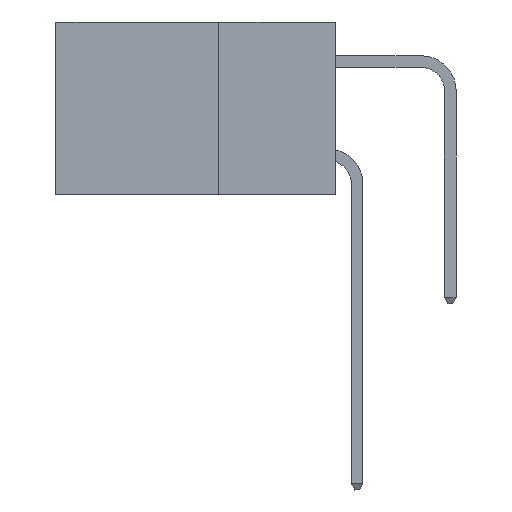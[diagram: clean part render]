
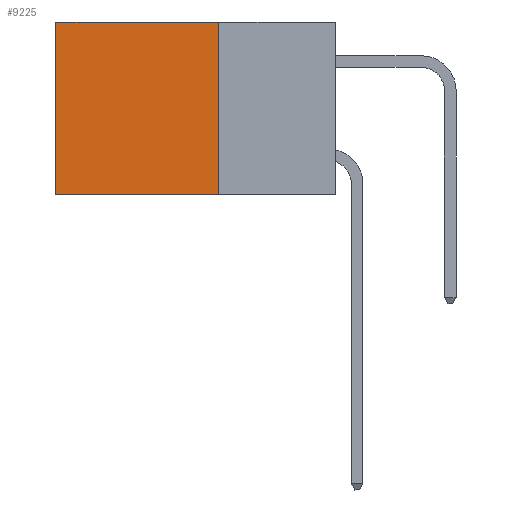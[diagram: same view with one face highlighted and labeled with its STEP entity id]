
A CAD part, left-side view. The second image highlights one B-rep face of the part: STEP entity #9225.
In plain terms, the highlighted planar face has unit normal (-1, 0, 0).
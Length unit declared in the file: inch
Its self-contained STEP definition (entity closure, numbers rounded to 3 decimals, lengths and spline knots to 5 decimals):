
#209 = PLANE ( 'NONE',  #4137 ) ;
#559 = FACE_OUTER_BOUND ( 'NONE', #19001, .T. ) ;
#2133 = LINE ( 'NONE', #27163, #35293 ) ;
#2435 = VERTEX_POINT ( 'NONE', #13877 ) ;
#2825 = EDGE_CURVE ( 'NONE', #31331, #21578, #13243, .T. ) ;
#4137 = AXIS2_PLACEMENT_3D ( 'NONE', #15602, #23637, #6488 ) ;
#6488 = DIRECTION ( 'NONE',  ( 0., 0., -1. ) ) ;
#7317 = LINE ( 'NONE', #9934, #13135 ) ;
#8364 = ORIENTED_EDGE ( 'NONE', *, *, #8603, .F. ) ;
#8603 = EDGE_CURVE ( 'NONE', #2435, #10972, #7317, .T. ) ;
#8659 = DIRECTION ( 'NONE',  ( 0., 1., 0. ) ) ;
#9225 = ADVANCED_FACE ( 'NONE', ( #559 ), #209, .F. ) ;
#9934 = CARTESIAN_POINT ( 'NONE',  ( 0.2875, 0.25, 0. ) ) ;
#10060 = DIRECTION ( 'NONE',  ( 0., 0., -1. ) ) ;
#10972 = VERTEX_POINT ( 'NONE', #25820 ) ;
#11395 = CARTESIAN_POINT ( 'NONE',  ( 0.2875, 0.25, -0.37 ) ) ;
#12478 = EDGE_CURVE ( 'NONE', #10972, #21578, #15136, .T. ) ;
#13135 = VECTOR ( 'NONE', #10060, 39.37008 ) ;
#13243 = LINE ( 'NONE', #20799, #35198 ) ;
#13443 = DIRECTION ( 'NONE',  ( 0., 1., 0. ) ) ;
#13877 = CARTESIAN_POINT ( 'NONE',  ( 0.2875, 0.25, 0. ) ) ;
#14569 = ORIENTED_EDGE ( 'NONE', *, *, #31078, .T. ) ;
#15136 = LINE ( 'NONE', #11395, #28543 ) ;
#15602 = CARTESIAN_POINT ( 'NONE',  ( 0.2875, 0.25, 0. ) ) ;
#19001 = EDGE_LOOP ( 'NONE', ( #21680, #31291, #8364, #14569 ) ) ;
#20799 = CARTESIAN_POINT ( 'NONE',  ( 0.2875, 0.6, 0. ) ) ;
#21578 = VERTEX_POINT ( 'NONE', #31201 ) ;
#21680 = ORIENTED_EDGE ( 'NONE', *, *, #2825, .T. ) ;
#23303 = DIRECTION ( 'NONE',  ( 0., 0., -1. ) ) ;
#23637 = DIRECTION ( 'NONE',  ( 1., 0., 0. ) ) ;
#25820 = CARTESIAN_POINT ( 'NONE',  ( 0.2875, 0.25, -0.37 ) ) ;
#27163 = CARTESIAN_POINT ( 'NONE',  ( 0.2875, 0.25, 0. ) ) ;
#28543 = VECTOR ( 'NONE', #8659, 39.37008 ) ;
#31078 = EDGE_CURVE ( 'NONE', #2435, #31331, #2133, .T. ) ;
#31201 = CARTESIAN_POINT ( 'NONE',  ( 0.2875, 0.6, -0.37 ) ) ;
#31291 = ORIENTED_EDGE ( 'NONE', *, *, #12478, .F. ) ;
#31331 = VERTEX_POINT ( 'NONE', #31828 ) ;
#31828 = CARTESIAN_POINT ( 'NONE',  ( 0.2875, 0.6, 0. ) ) ;
#35198 = VECTOR ( 'NONE', #23303, 39.37008 ) ;
#35293 = VECTOR ( 'NONE', #13443, 39.37008 ) ;
